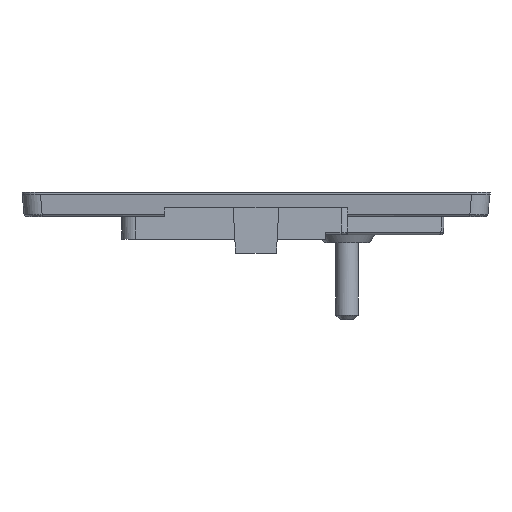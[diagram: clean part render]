
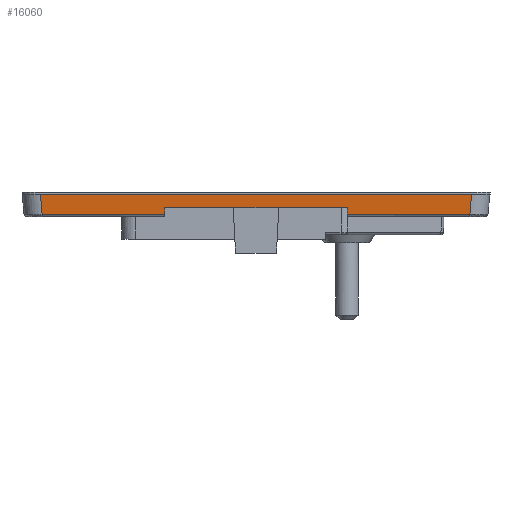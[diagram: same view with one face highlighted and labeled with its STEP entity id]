
A CAD part, left-side view. The second image highlights one B-rep face of the part: STEP entity #16060.
In plain terms, the highlighted face is planar.
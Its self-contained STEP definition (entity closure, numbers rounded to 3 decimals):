
#296=FACE_OUTER_BOUND('',#1189,.T.);
#1189=EDGE_LOOP('',(#11379,#11380,#11381,#11382,#11383,#11384,#11385,#11386,
#11387,#11388));
#2192=ELLIPSE('',#16941,15.653,1.5);
#2204=ELLIPSE('',#17093,15.653,1.5);
#2251=LINE('',#22447,#4373);
#2252=LINE('',#22595,#4374);
#2259=LINE('',#22623,#4381);
#2387=LINE('',#23188,#4509);
#2884=LINE('',#24208,#5006);
#2885=LINE('',#24254,#5007);
#2886=LINE('',#24256,#5008);
#2887=LINE('',#24258,#5009);
#4373=VECTOR('',#18067,13.475);
#4374=VECTOR('',#18072,2.218);
#4381=VECTOR('',#18095,47.348);
#4509=VECTOR('',#18463,20.);
#5006=VECTOR('',#18996,13.475);
#5007=VECTOR('',#19001,0.392);
#5008=VECTOR('',#19002,0.392);
#5009=VECTOR('',#19005,2.218);
#6498=VERTEX_POINT('',#22393);
#6500=VERTEX_POINT('',#22442);
#6501=VERTEX_POINT('',#22446);
#6502=VERTEX_POINT('',#22594);
#6515=VERTEX_POINT('',#22622);
#6695=VERTEX_POINT('',#23185);
#6696=VERTEX_POINT('',#23187);
#7200=VERTEX_POINT('',#24206);
#7201=VERTEX_POINT('',#24207);
#7202=VERTEX_POINT('',#24255);
#8097=EDGE_CURVE('',#6498,#6500,#2192,.T.);
#8098=EDGE_CURVE('',#6501,#6498,#2251,.T.);
#8101=EDGE_CURVE('',#6501,#6502,#2252,.T.);
#8115=EDGE_CURVE('',#6515,#6502,#2259,.T.);
#8333=EDGE_CURVE('',#6695,#6696,#2387,.T.);
#8844=EDGE_CURVE('',#7200,#7201,#2884,.T.);
#8847=EDGE_CURVE('',#6696,#6500,#2885,.T.);
#8848=EDGE_CURVE('',#6695,#7202,#2886,.T.);
#8849=EDGE_CURVE('',#7202,#7200,#2204,.T.);
#8850=EDGE_CURVE('',#6515,#7201,#2887,.T.);
#11379=ORIENTED_EDGE('',*,*,#8098,.T.);
#11380=ORIENTED_EDGE('',*,*,#8097,.T.);
#11381=ORIENTED_EDGE('',*,*,#8847,.F.);
#11382=ORIENTED_EDGE('',*,*,#8333,.F.);
#11383=ORIENTED_EDGE('',*,*,#8848,.T.);
#11384=ORIENTED_EDGE('',*,*,#8849,.T.);
#11385=ORIENTED_EDGE('',*,*,#8844,.T.);
#11386=ORIENTED_EDGE('',*,*,#8850,.F.);
#11387=ORIENTED_EDGE('',*,*,#8115,.T.);
#11388=ORIENTED_EDGE('',*,*,#8101,.F.);
#15298=PLANE('',#17092);
#16060=ADVANCED_FACE('',(#296),#15298,.T.);
#16941=AXIS2_PLACEMENT_3D('',#22444,#18063,#18064);
#17092=AXIS2_PLACEMENT_3D('',#24253,#18999,#19000);
#17093=AXIS2_PLACEMENT_3D('',#24257,#19003,#19004);
#18063=DIRECTION('center_axis',(-0.996,-0.087,0.));
#18064=DIRECTION('ref_axis',(0.087,-0.996,-0.009));
#18067=DIRECTION('',(0.,0.,1.));
#18072=DIRECTION('',(-0.087,0.992,-0.087));
#18095=DIRECTION('',(0.,0.,-1.));
#18463=DIRECTION('',(0.,0.,-1.));
#18996=DIRECTION('',(0.,0.,1.));
#18999=DIRECTION('center_axis',(-0.996,-0.087,0.));
#19000=DIRECTION('ref_axis',(0.,0.,1.));
#19001=DIRECTION('',(0.087,-0.996,-0.009));
#19002=DIRECTION('',(0.087,-0.996,0.009));
#19003=DIRECTION('center_axis',(-0.996,-0.087,
0.));
#19004=DIRECTION('ref_axis',(0.087,-0.996,0.009));
#19005=DIRECTION('',(0.087,-0.992,-0.087));
#22393=CARTESIAN_POINT('',(-25.474,0.274,-10.007));
#22442=CARTESIAN_POINT('',(-25.503,0.61,-10.003));
#22444=CARTESIAN_POINT('Origin',(-25.503,0.611,-11.504));
#22446=CARTESIAN_POINT('',(-25.474,0.274,-23.482));
#22447=CARTESIAN_POINT('',(-25.474,0.274,-23.482));
#22594=CARTESIAN_POINT('',(-25.667,2.475,-23.674));
#22595=CARTESIAN_POINT('',(-25.474,0.274,-23.482));
#22622=CARTESIAN_POINT('',(-25.667,2.475,23.674));
#22623=CARTESIAN_POINT('',(-25.667,2.475,23.674));
#23185=CARTESIAN_POINT('',(-25.537,1.,10.));
#23187=CARTESIAN_POINT('',(-25.537,1.,-10.));
#23188=CARTESIAN_POINT('',(-25.537,1.,10.));
#24206=CARTESIAN_POINT('',(-25.474,0.274,10.007));
#24207=CARTESIAN_POINT('',(-25.474,0.274,23.482));
#24208=CARTESIAN_POINT('',(-25.474,0.274,10.007));
#24253=CARTESIAN_POINT('Origin',(-25.45,0.,-26.57));
#24254=CARTESIAN_POINT('',(-25.537,1.,-10.));
#24255=CARTESIAN_POINT('',(-25.503,0.61,10.003));
#24256=CARTESIAN_POINT('',(-25.537,1.,10.));
#24257=CARTESIAN_POINT('Origin',(-25.503,0.611,11.504));
#24258=CARTESIAN_POINT('',(-25.667,2.475,23.674));
